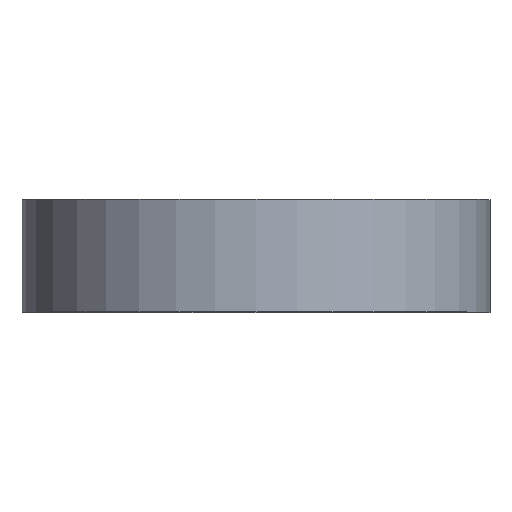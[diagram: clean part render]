
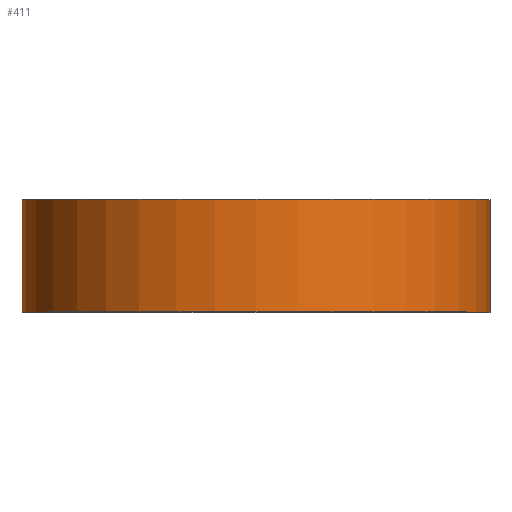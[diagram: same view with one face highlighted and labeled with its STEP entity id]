
A CAD part, top view. The second image highlights one B-rep face of the part: STEP entity #411.
In plain terms, the highlighted cylindrical face has radius 52.807 mm (diameter 105.613 mm), a partial arc.
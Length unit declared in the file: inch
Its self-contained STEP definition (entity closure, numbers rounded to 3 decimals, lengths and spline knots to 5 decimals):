
#5 = DIRECTION ( 'NONE',  ( 1., 0., 0. ) ) ;
#43 = CARTESIAN_POINT ( 'NONE',  ( 0., -0.5, -2.079 ) ) ;
#73 = CARTESIAN_POINT ( 'NONE',  ( 0., 0.5, -2.079 ) ) ;
#75 = VERTEX_POINT ( 'NONE', #395 ) ;
#97 = ORIENTED_EDGE ( 'NONE', *, *, #308, .T. ) ;
#106 = VERTEX_POINT ( 'NONE', #445 ) ;
#118 = AXIS2_PLACEMENT_3D ( 'NONE', #566, #358, #5 ) ;
#131 = ORIENTED_EDGE ( 'NONE', *, *, #312, .T. ) ;
#136 = VERTEX_POINT ( 'NONE', #43 ) ;
#144 = EDGE_LOOP ( 'NONE', ( #97, #635, #686, #131 ) ) ;
#183 = VECTOR ( 'NONE', #518, 39.37008 ) ;
#193 = CARTESIAN_POINT ( 'NONE',  ( 0., 0.5, 0. ) ) ;
#198 = CARTESIAN_POINT ( 'NONE',  ( 2.079, -0.5, 0. ) ) ;
#201 = LINE ( 'NONE', #480, #183 ) ;
#209 = DIRECTION ( 'NONE',  ( 0., -1., 0. ) ) ;
#217 = FACE_OUTER_BOUND ( 'NONE', #144, .T. ) ;
#230 = DIRECTION ( 'NONE',  ( 1., 0., 0. ) ) ;
#232 = CIRCLE ( 'NONE', #388, 2.079 ) ;
#267 = DIRECTION ( 'NONE',  ( 0., -1., 0. ) ) ;
#284 = LINE ( 'NONE', #73, #551 ) ;
#305 = CIRCLE ( 'NONE', #118, 2.079 ) ;
#308 = EDGE_CURVE ( 'NONE', #136, #674, #305, .T. ) ;
#312 = EDGE_CURVE ( 'NONE', #106, #136, #284, .T. ) ;
#358 = DIRECTION ( 'NONE',  ( 0., 1., 0. ) ) ;
#388 = AXIS2_PLACEMENT_3D ( 'NONE', #622, #578, #230 ) ;
#395 = CARTESIAN_POINT ( 'NONE',  ( 2.079, 0.5, 0. ) ) ;
#411 = ADVANCED_FACE ( 'NONE', ( #217 ), #609, .T. ) ;
#436 = EDGE_CURVE ( 'NONE', #75, #674, #201, .T. ) ;
#445 = CARTESIAN_POINT ( 'NONE',  ( 0., 0.5, -2.079 ) ) ;
#480 = CARTESIAN_POINT ( 'NONE',  ( 2.079, 0.5, 0. ) ) ;
#518 = DIRECTION ( 'NONE',  ( 0., -1., 0. ) ) ;
#551 = VECTOR ( 'NONE', #209, 39.37008 ) ;
#553 = AXIS2_PLACEMENT_3D ( 'NONE', #193, #267, #651 ) ;
#566 = CARTESIAN_POINT ( 'NONE',  ( 0., -0.5, 0. ) ) ;
#578 = DIRECTION ( 'NONE',  ( 0., 1., 0. ) ) ;
#609 = CYLINDRICAL_SURFACE ( 'NONE', #553, 2.079 ) ;
#622 = CARTESIAN_POINT ( 'NONE',  ( 0., 0.5, 0. ) ) ;
#635 = ORIENTED_EDGE ( 'NONE', *, *, #436, .F. ) ;
#651 = DIRECTION ( 'NONE',  ( 0., 0., -1. ) ) ;
#674 = VERTEX_POINT ( 'NONE', #198 ) ;
#686 = ORIENTED_EDGE ( 'NONE', *, *, #713, .F. ) ;
#713 = EDGE_CURVE ( 'NONE', #106, #75, #232, .T. ) ;
